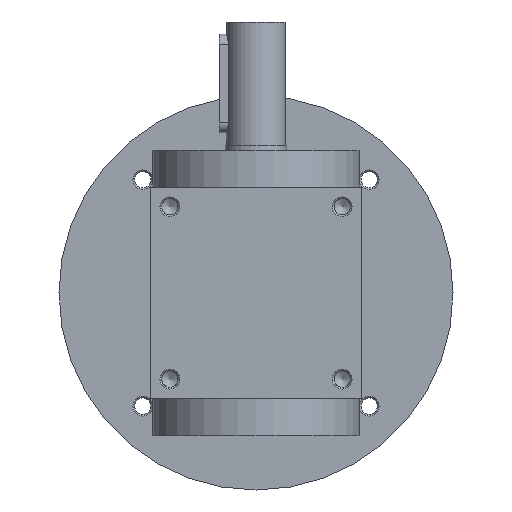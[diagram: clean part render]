
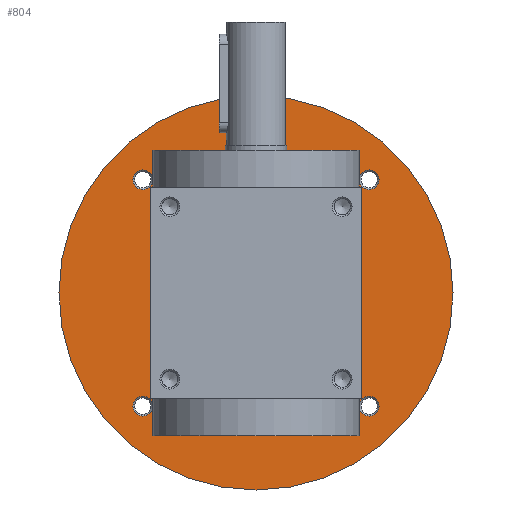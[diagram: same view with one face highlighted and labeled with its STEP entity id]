
A CAD part, left-side view. The second image highlights one B-rep face of the part: STEP entity #804.
In plain terms, the highlighted planar face has unit normal (-1, 0, 0).
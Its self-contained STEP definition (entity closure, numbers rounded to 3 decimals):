
#804 = ADVANCED_FACE( '', ( #1762, #1763, #1764, #1765, #1766, #1767 ), #1768, .F. );
#1762 = FACE_OUTER_BOUND( '', #2739, .T. );
#1763 = FACE_BOUND( '', #2740, .T. );
#1764 = FACE_BOUND( '', #2741, .T. );
#1765 = FACE_BOUND( '', #2742, .T. );
#1766 = FACE_BOUND( '', #2743, .T. );
#1767 = FACE_BOUND( '', #2744, .T. );
#1768 = PLANE( '', #2745 );
#2739 = EDGE_LOOP( '', ( #4656 ) );
#2740 = EDGE_LOOP( '', ( #4657 ) );
#2741 = EDGE_LOOP( '', ( #4658 ) );
#2742 = EDGE_LOOP( '', ( #4659 ) );
#2743 = EDGE_LOOP( '', ( #4660 ) );
#2744 = EDGE_LOOP( '', ( #4661 ) );
#2745 = AXIS2_PLACEMENT_3D( '', #4662, #4663, #4664 );
#4656 = ORIENTED_EDGE( '', *, *, #4912, .F. );
#4657 = ORIENTED_EDGE( '', *, *, #5052, .T. );
#4658 = ORIENTED_EDGE( '', *, *, #5035, .T. );
#4659 = ORIENTED_EDGE( '', *, *, #4864, .T. );
#4660 = ORIENTED_EDGE( '', *, *, #5496, .T. );
#4661 = ORIENTED_EDGE( '', *, *, #4875, .T. );
#4662 = CARTESIAN_POINT( '', ( 34., 42., 0. ) );
#4663 = DIRECTION( '', ( 1., 0., 0. ) );
#4664 = DIRECTION( '', ( 0., 0., -1. ) );
#4864 = EDGE_CURVE( '', #5643, #5643, #5644, .T. );
#4875 = EDGE_CURVE( '', #5662, #5662, #5663, .T. );
#4912 = EDGE_CURVE( '', #5726, #5726, #5727, .T. );
#5035 = EDGE_CURVE( '', #5932, #5932, #5933, .T. );
#5052 = EDGE_CURVE( '', #5961, #5961, #5962, .T. );
#5496 = EDGE_CURVE( '', #6586, #6586, #6587, .T. );
#5643 = VERTEX_POINT( '', #6750 );
#5644 = CIRCLE( '', #6751, 4. );
#5662 = VERTEX_POINT( '', #6769 );
#5663 = CIRCLE( '', #6770, 42. );
#5726 = VERTEX_POINT( '', #6845 );
#5727 = CIRCLE( '', #6846, 80. );
#5932 = VERTEX_POINT( '', #7138 );
#5933 = CIRCLE( '', #7139, 4. );
#5961 = VERTEX_POINT( '', #7175 );
#5962 = CIRCLE( '', #7176, 4. );
#6586 = VERTEX_POINT( '', #7982 );
#6587 = CIRCLE( '', #7983, 4. );
#6750 = CARTESIAN_POINT( '', ( 34., -45.962, -49.962 ) );
#6751 = AXIS2_PLACEMENT_3D( '', #8157, #8158, #8159 );
#6769 = CARTESIAN_POINT( '', ( 34., 0., -42. ) );
#6770 = AXIS2_PLACEMENT_3D( '', #8181, #8182, #8183 );
#6845 = CARTESIAN_POINT( '', ( 34., 0., -80. ) );
#6846 = AXIS2_PLACEMENT_3D( '', #8241, #8242, #8243 );
#7138 = CARTESIAN_POINT( '', ( 34., 45.962, -49.962 ) );
#7139 = AXIS2_PLACEMENT_3D( '', #8409, #8410, #8411 );
#7175 = CARTESIAN_POINT( '', ( 34., -45.962, 41.962 ) );
#7176 = AXIS2_PLACEMENT_3D( '', #8432, #8433, #8434 );
#7982 = CARTESIAN_POINT( '', ( 34., 45.962, 41.962 ) );
#7983 = AXIS2_PLACEMENT_3D( '', #8986, #8987, #8988 );
#8157 = CARTESIAN_POINT( '', ( 34., -45.962, -45.962 ) );
#8158 = DIRECTION( '', ( 1., 0., 0. ) );
#8159 = DIRECTION( '', ( 0., 0., -1. ) );
#8181 = CARTESIAN_POINT( '', ( 34., 0., 0. ) );
#8182 = DIRECTION( '', ( 1., 0., 0. ) );
#8183 = DIRECTION( '', ( 0., 0., -1. ) );
#8241 = CARTESIAN_POINT( '', ( 34., 0., 0. ) );
#8242 = DIRECTION( '', ( 1., 0., 0. ) );
#8243 = DIRECTION( '', ( 0., 0., -1. ) );
#8409 = CARTESIAN_POINT( '', ( 34., 45.962, -45.962 ) );
#8410 = DIRECTION( '', ( 1., 0., 0. ) );
#8411 = DIRECTION( '', ( 0., 0., -1. ) );
#8432 = CARTESIAN_POINT( '', ( 34., -45.962, 45.962 ) );
#8433 = DIRECTION( '', ( 1., 0., 0. ) );
#8434 = DIRECTION( '', ( 0., 0., -1. ) );
#8986 = CARTESIAN_POINT( '', ( 34., 45.962, 45.962 ) );
#8987 = DIRECTION( '', ( 1., 0., 0. ) );
#8988 = DIRECTION( '', ( 0., 0., -1. ) );
